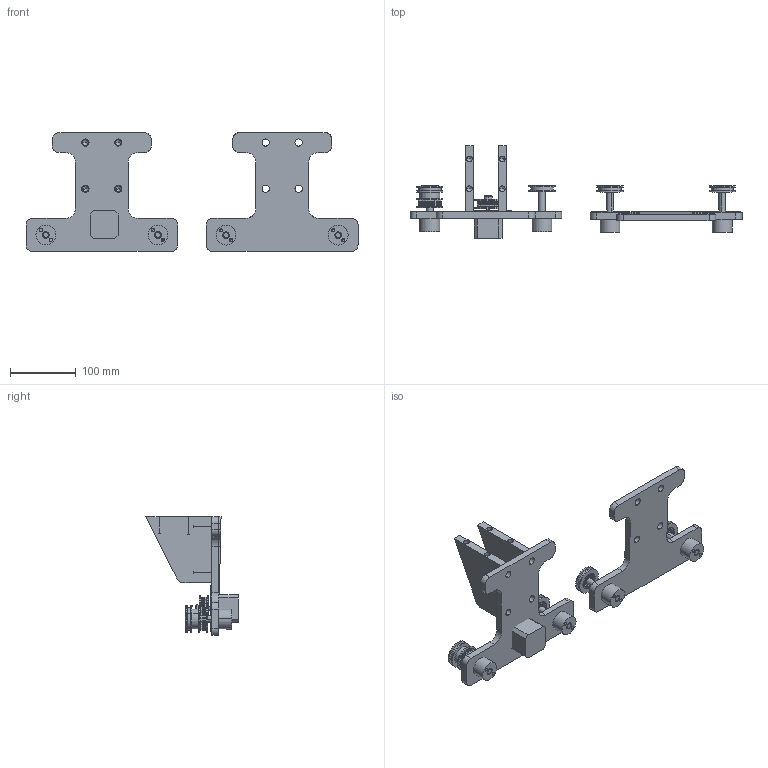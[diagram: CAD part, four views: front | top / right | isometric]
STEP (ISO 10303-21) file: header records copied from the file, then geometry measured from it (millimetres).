
FILE_DESCRIPTION (( 'STEP AP203' ), '1' );
FILE_NAME ('Triebwagen.STEP', '2021-11-25T21:36:58', ( '' ), ( '' ), 'SwSTEP 2.0', 'SolidWorks 2019', '' );
FILE_SCHEMA (( 'CONFIG_CONTROL_DESIGN' ));
Length unit declared in the file: millimetre
Products named in the file (18): _SKF_6000_PART3.stp; Nema 17-04; ZahnradMotor v2.step; SKF_6000.stp; Welle; Triebwagen; _SKF_6000_PART4.stp; _SKF_6000_PART2.stp; Motorbefestigung; Wellenaufnahme; Laufrad v6.step; ZahnRiemenRad v6.step; _SKF_6000_PART1.stp; Verbindungsdreieck; Seitenteil_B
Assembly tree (59 placements, depth 3):
  Triebwagen
    Seitenteil_B  x2
    Nema 17-04
    Wellenaufnahme  x4
    Welle  x4
    Laufrad v6.step  x3
    ZahnradMotor v2.step
    ZahnRiemenRad v6.step
    Verbindungsdreieck  x2
    SKF_6000.stp
      _SKF_6000_PART1.stp
      _SKF_6000_PART2.stp
      _SKF_6000_PART3.stp  x7
    SKF_6000.stp
      _SKF_6000_PART1.stp
      _SKF_6000_PART2.stp
      _SKF_6000_PART3.stp  x7
    SKF_6000.stp
      _SKF_6000_PART1.stp
      _SKF_6000_PART2.stp
      _SKF_6000_PART3.stp  x7
    SKF_6000.stp
      _SKF_6000_PART1.stp
      _SKF_6000_PART2.stp
      _SKF_6000_PART3.stp  x7
    Motorbefestigung
  _SKF_6000_PART4.stp
Bounding box: 503.27 x 139.89 x 180.18 mm (x, y, z)
Volume: 837344 mm3; surface area: 248494.9 mm2
Topology: 55 solids, 55 shells, 788 faces, 2027 edges, 1300 vertices
Faces by surface type: cylinder 386, plane 216, torus 106, sphere 56, cone 24
Entity records: 18177 total; most frequent: DIRECTION 2900, CARTESIAN_POINT 2593, ORIENTED_EDGE 2480, EDGE_CURVE 1240, AXIS2_PLACEMENT_3D 1121, VERTEX_POINT 814, LINE 658, VECTOR 658
